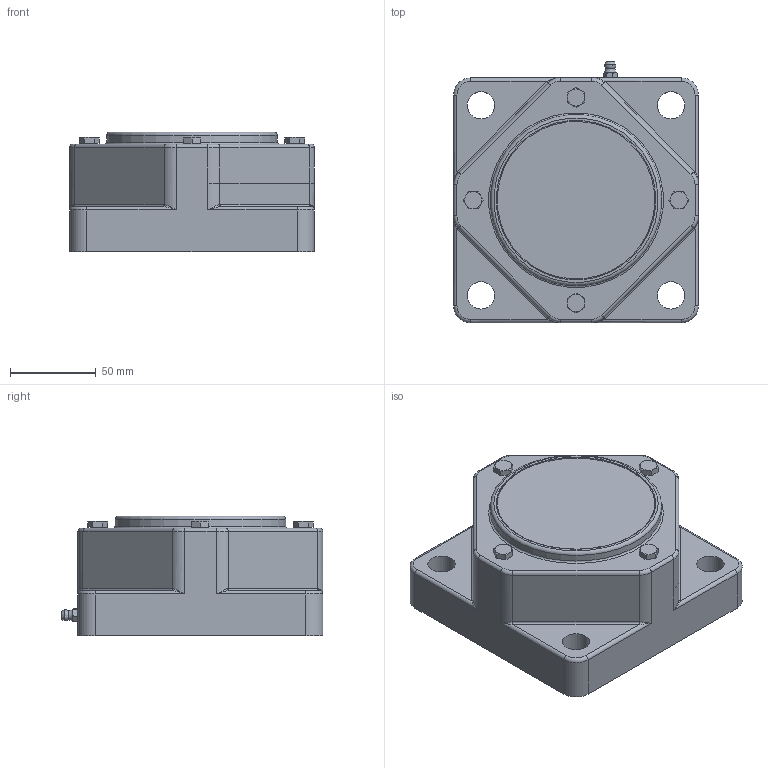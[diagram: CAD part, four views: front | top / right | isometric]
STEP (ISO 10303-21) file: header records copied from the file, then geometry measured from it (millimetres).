
FILE_DESCRIPTION(/* description */ (''),/* implementation_level */ '2;1');
FILE_NAME(/* name */ 'NG50F40.stp',/* time_stamp */ '2015-10-30T10:30:59+01:00',/* author */ ('fje'),/* organization */ (''),/* preprocessor_version */ 'ST-DEVELOPER v15.2',/* originating_system */ 'Autodesk Inventor 2014',/* authorisation */ '');
FILE_SCHEMA (('AUTOMOTIVE_DESIGN { 1 0 10303 214 3 1 1 }'));
Length unit declared in the file: millimetre
Products named in the file (1): Part63
Bounding box: 143 x 152.8 x 70 mm (x, y, z)
Volume: 851500.1 mm3; surface area: 135391.1 mm2
Topology: 1 solids, 15 shells, 439 faces, 1066 edges, 660 vertices
Faces by surface type: plane 169, cylinder 136, cone 84, torus 41, bspline 8, sphere 1
Full cylindrical faces by diameter (mm): 3 x1, 4.917 x4, 5.459 x4, 6 x7, 6.5 x4, 6.647 x2, 6.8 x1, 8 x2, 8.7 x4, 9 x4, 16 x4, 50 x2, 54.8 x1, 58.3 x1, 60.2 x1, 61 x1, 61.5 x2, 65 x1, 70 x1, 78 x1, 88 x3, 92 x1, 93.2 x1, 100 x1
Entity records: 12885 total; most frequent: CARTESIAN_POINT 2913, DIRECTION 2046, ORIENTED_EDGE 1806, EDGE_CURVE 903, AXIS2_PLACEMENT_3D 848, VERTEX_POINT 612, EDGE_LOOP 591, STYLED_ITEM 439
